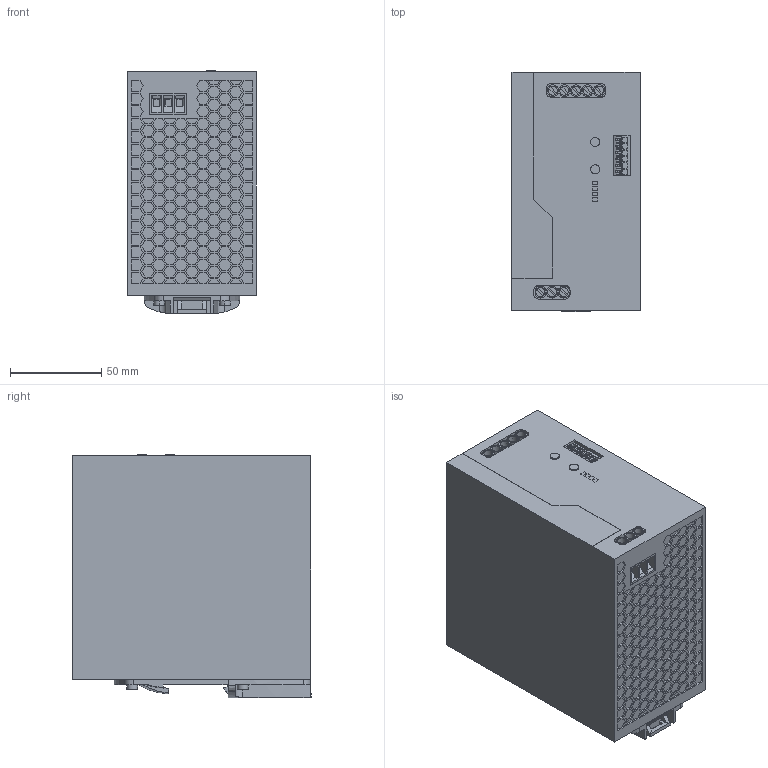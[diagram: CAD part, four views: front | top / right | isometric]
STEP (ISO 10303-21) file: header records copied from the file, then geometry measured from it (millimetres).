
FILE_DESCRIPTION(('Creo Elements/Direct Modeling STEP Export'),'2;1');
FILE_NAME('model.stp','2018-06-06T15:12:04',(''),(''),'Creo Elements/Direct Modeling STEP processor for AP214 (Solid Model)','Creo Elements/Direct Modeling 18.1I 14-Aug-2016 (C) Parametric Technology GmbH','');
FILE_SCHEMA(('AUTOMOTIVE_DESIGN { 1 0 10303 214 1 1 1 1 }'));
Products named in the file (2): QUINT4_PS_1AC_24DC_20_STANDARD-select
Assembly tree (1 placements, depth 2):
  QUINT4_PS_1AC_24DC_20_STANDARD-select
    QUINT4_PS_1AC_24DC_20_STANDARD-select
Bounding box: 70 x 130.45 x 132.95 mm (x, y, z)
Volume: 1125674 mm3; surface area: 78922.2 mm2
Topology: 1 solids, 1 shells, 2845 faces, 7353 edges, 4893 vertices
Faces by surface type: plane 2688, cylinder 139, extrusion 12, bspline 6
Entity records: 94166 total; most frequent: CARTESIAN_POINT 16298, ORIENTED_EDGE 14706, DIRECTION 13206, EDGE_CURVE 7353, VECTOR 6992, LINE 6980, VERTEX_POINT 4893, EDGE_LOOP 3230
